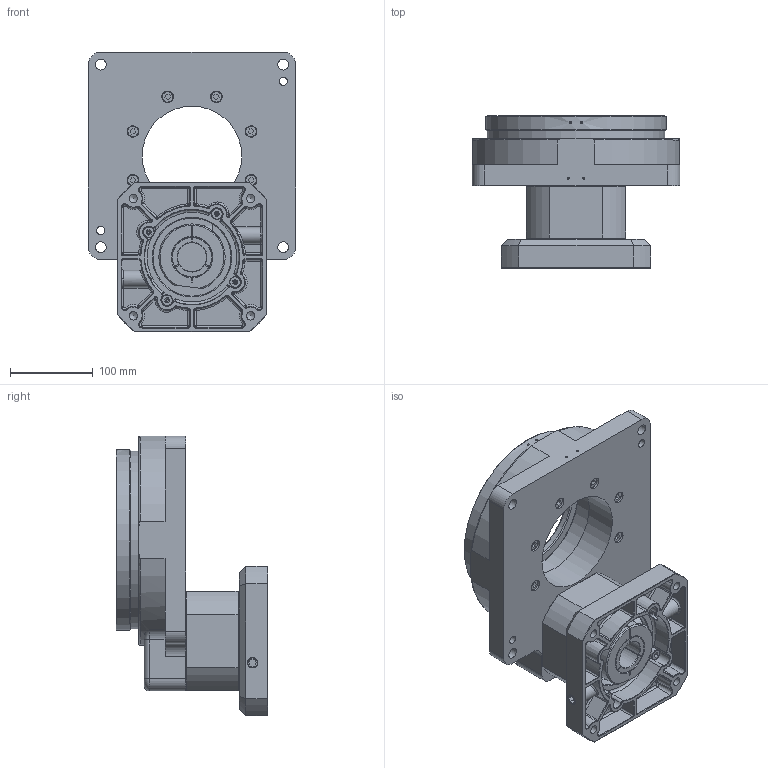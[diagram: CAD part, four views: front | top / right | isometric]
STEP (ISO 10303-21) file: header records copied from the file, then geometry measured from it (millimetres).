
FILE_DESCRIPTION((''),'2;1');
FILE_NAME('KGT-250H-1.stp','2018-12-12T11:53:26',('Young'),(''),'Autodesk Inventor 2012','Autodesk Inventor 2012','');
FILE_SCHEMA(('AUTOMOTIVE_DESIGN { 1 0 10303 214 1 1 1 1 }'));
Length unit declared in the file: millimetre
Products named in the file (1): KGT-250H-1
Bounding box: 250 x 183 x 337 mm (x, y, z)
Volume: 4368909.2 mm3; surface area: 507865.1 mm2
Topology: 1 solids, 55 shells, 1045 faces, 2279 edges, 1396 vertices
Faces by surface type: plane 402, cylinder 251, cone 169, bspline 140, torus 43, sphere 40
Full cylindrical faces by diameter (mm): 2.5 x4, 4.2 x6, 5 x4, 6.8 x36, 8 x12, 8.5 x5, 9 x12, 10 x3, 10.2 x4, 10.5 x4, 11 x1, 11.125 x2, 13 x16, 14 x8, 16 x1, 35.2 x1, 48.2 x1, 49.8 x1, 50 x1, 72 x1, 94 x1, 105 x2, 120 x2, 135 x2, 136 x1, 160 x1, 170 x1, 182.6 x1, 188 x1, 214 x2
Entity records: 32338 total; most frequent: CARTESIAN_POINT 10836, DIRECTION 4143, ORIENTED_EDGE 3878, EDGE_CURVE 1939, AXIS2_PLACEMENT_3D 1739, EDGE_LOOP 1394, VERTEX_POINT 1303, FACE_OUTER_BOUND 1045
